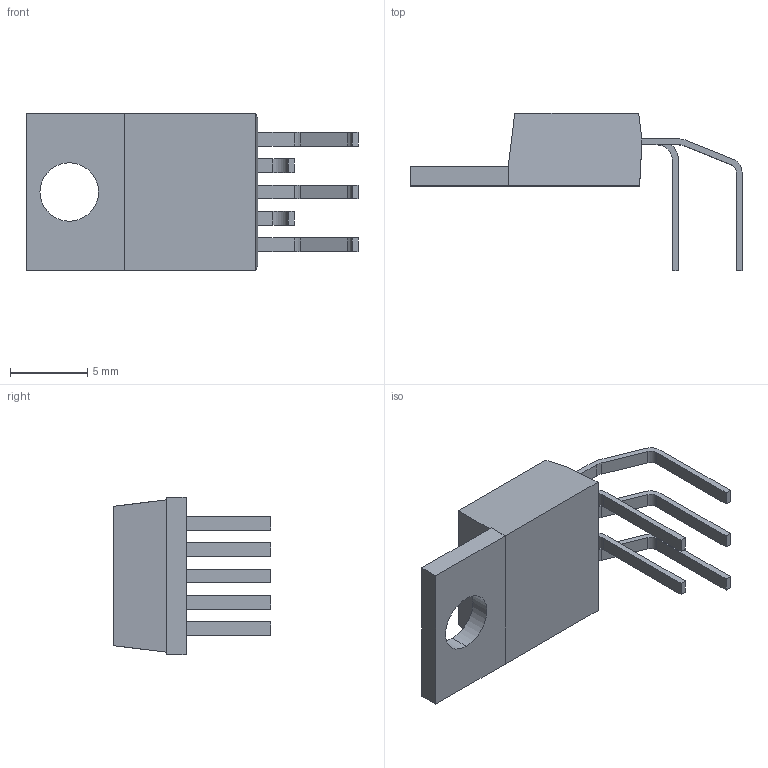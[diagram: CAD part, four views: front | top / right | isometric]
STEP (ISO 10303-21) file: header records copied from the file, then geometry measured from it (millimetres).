
FILE_DESCRIPTION (( 'STEP AP214' ), '1' );
FILE_NAME ('NEB5.STEP', '2024-01-22T14:12:19', ( '' ), ( '' ), 'SwSTEP 2.0', 'SolidWorks 2021', '' );
FILE_SCHEMA (( 'AUTOMOTIVE_DESIGN' ));
Length unit declared in the file: millimetre
Products named in the file (1): NEB5
Bounding box: 21.46 x 10.16 x 10.16 mm (x, y, z)
Volume: 466.7 mm3; surface area: 650.3 mm2
Topology: 8 solids, 8 shells, 86 faces, 207 edges, 138 vertices
Faces by surface type: plane 64, cylinder 22
Entity records: 2596 total; most frequent: CARTESIAN_POINT 432, DIRECTION 425, ORIENTED_EDGE 414, EDGE_CURVE 207, LINE 163, VECTOR 163, VERTEX_POINT 138, AXIS2_PLACEMENT_3D 131
